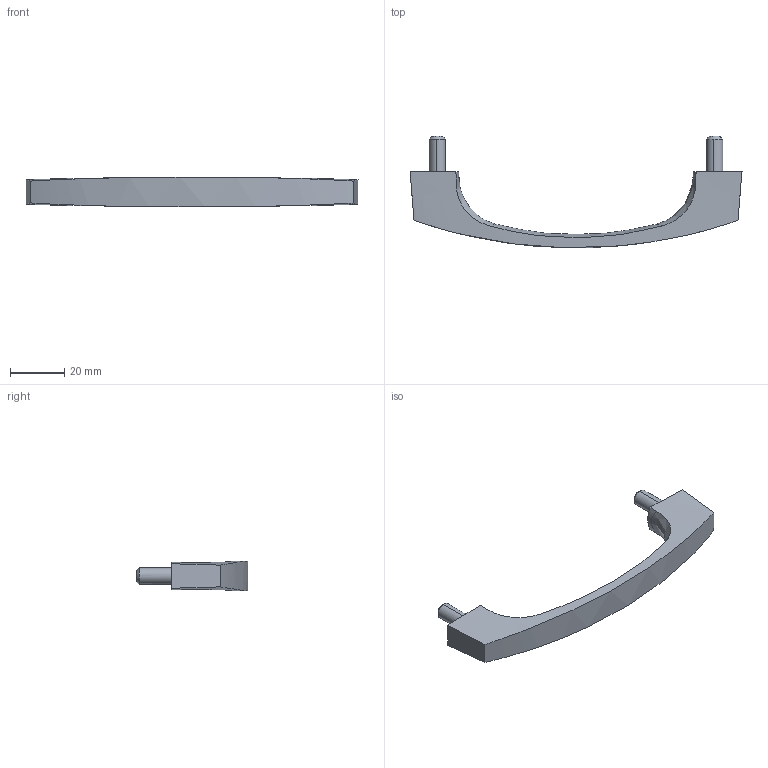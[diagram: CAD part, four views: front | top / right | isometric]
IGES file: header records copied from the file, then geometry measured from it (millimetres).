
Start section: ------------------------------------------------------------------------
Global section: file name: PC013.1188.THA_101S_1_13265.igs; native system: spGate; preprocessor: ver19.8.4 (****-****-****-****); author: Unknown; organization: Unknown; date: 240530.190958; units: millimetre
Bounding box: 122 x 40.95 x 11.01 mm (x, y, z)
Volume: 12531.6 mm3; surface area: 6449.1 mm2
Topology: 3 solids, 3 shells, 30 faces, 84 edges, 62 vertices
Faces by surface type: bspline 30
